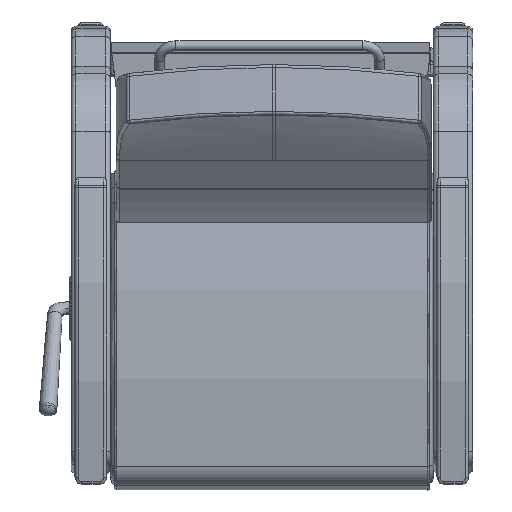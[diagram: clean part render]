
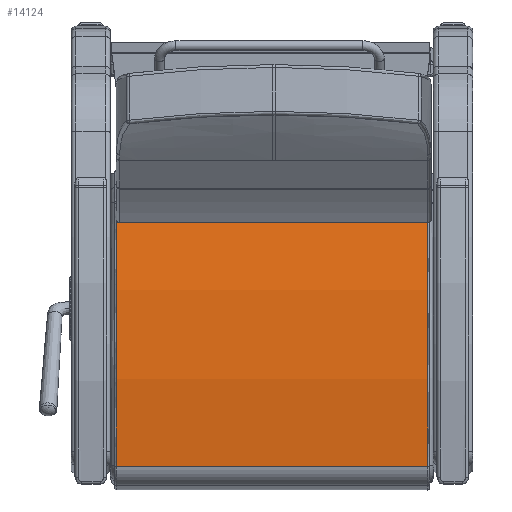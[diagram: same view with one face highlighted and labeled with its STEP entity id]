
A CAD part, front view. The second image highlights one B-rep face of the part: STEP entity #14124.
In plain terms, the highlighted free-form (B-spline) face has degree [3, 1] with [18, 2] control points.
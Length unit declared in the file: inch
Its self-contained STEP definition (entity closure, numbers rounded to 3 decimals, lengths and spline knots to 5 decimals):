
#900=ELLIPSE('',#16095,60.30357,60.25);
#902=ELLIPSE('',#16117,60.30357,60.25);
#2190=LINE('',#39022,#3036);
#2191=LINE('',#39061,#3037);
#3036=VECTOR('',#20351,0.3937);
#3037=VECTOR('',#20354,0.3937);
#3899=FACE_OUTER_BOUND('',#4897,.T.);
#4897=EDGE_LOOP('',(#12835,#12836,#12837,#12838));
#7165=VERTEX_POINT('',#38653);
#7166=VERTEX_POINT('',#38654);
#7185=VERTEX_POINT('',#39021);
#7186=VERTEX_POINT('',#39060);
#9058=EDGE_CURVE('',#7165,#7166,#900,.T.);
#9087=EDGE_CURVE('',#7185,#7166,#2190,.T.);
#9089=EDGE_CURVE('',#7186,#7165,#2191,.T.);
#9090=EDGE_CURVE('',#7185,#7186,#902,.T.);
#12835=ORIENTED_EDGE('',*,*,#9058,.F.);
#12836=ORIENTED_EDGE('',*,*,#9089,.F.);
#12837=ORIENTED_EDGE('',*,*,#9090,.F.);
#12838=ORIENTED_EDGE('',*,*,#9087,.T.);
#13305=B_SPLINE_SURFACE_WITH_KNOTS('',3,1,((#39024,#39025),(#39026,#39027),
(#39028,#39029),(#39030,#39031),(#39032,#39033),(#39034,#39035),(#39036,
#39037),(#39038,#39039),(#39040,#39041),(#39042,#39043),(#39044,#39045),
(#39046,#39047),(#39048,#39049),(#39050,#39051),(#39052,#39053),(#39054,
#39055),(#39056,#39057),(#39058,#39059)),.UNSPECIFIED.,.F.,.F.,.F.,(4,1,
1,1,1,1,1,1,1,1,1,1,1,1,1,4),(2,2),(-1.69612,-1.66826,
-1.6404,-1.62647,-1.59861,-1.58468,
-1.55682,-1.54289,-1.51503,-1.5011,-1.47324,
-1.45931,-1.43145,-1.41752,-1.38966,
-1.3618),(0.,91.44),.UNSPECIFIED.);
#14124=ADVANCED_FACE('',(#3899),#13305,.T.);
#16095=AXIS2_PLACEMENT_3D('',#38655,#20300,#20301);
#16117=AXIS2_PLACEMENT_3D('',#39062,#20355,#20356);
#20300=DIRECTION('center_axis',(0.,0.,
-1.));
#20301=DIRECTION('ref_axis',(1.,0.,0.));
#20351=DIRECTION('',(0.,0.,-1.));
#20354=DIRECTION('',(0.,0.,-1.));
#20355=DIRECTION('center_axis',(0.,0.,1.));
#20356=DIRECTION('ref_axis',(1.,0.,0.));
#38653=CARTESIAN_POINT('',(3.60935,-1.68389,0.124));
#38654=CARTESIAN_POINT('',(23.65848,-2.52291,0.124));
#38655=CARTESIAN_POINT('Origin',(11.14546,-61.46156,0.124));
#39021=CARTESIAN_POINT('',(23.65848,-2.52291,23.876));
#39022=CARTESIAN_POINT('',(23.65848,-2.52291,24.));
#39024=CARTESIAN_POINT('Ctrl Pts',(3.60935,-1.68389,24.));
#39025=CARTESIAN_POINT('Ctrl Pts',(3.60935,-1.68389,-12.));
#39026=CARTESIAN_POINT('Ctrl Pts',(4.16497,-1.61396,24.));
#39027=CARTESIAN_POINT('Ctrl Pts',(4.16497,-1.61396,-12.));
#39028=CARTESIAN_POINT('Ctrl Pts',(5.27817,-1.48959,24.));
#39029=CARTESIAN_POINT('Ctrl Pts',(5.27817,-1.48959,-12.));
#39030=CARTESIAN_POINT('Ctrl Pts',(6.67346,-1.3729,24.));
#39031=CARTESIAN_POINT('Ctrl Pts',(6.67346,-1.3729,-12.));
#39032=CARTESIAN_POINT('Ctrl Pts',(8.07078,-1.28537,24.));
#39033=CARTESIAN_POINT('Ctrl Pts',(8.07078,-1.28537,-12.));
#39034=CARTESIAN_POINT('Ctrl Pts',(9.18994,-1.2387,24.));
#39035=CARTESIAN_POINT('Ctrl Pts',(9.18994,-1.2387,-12.));
#39036=CARTESIAN_POINT('Ctrl Pts',(10.5897,-1.20957,24.));
#39037=CARTESIAN_POINT('Ctrl Pts',(10.5897,-1.20957,-12.));
#39038=CARTESIAN_POINT('Ctrl Pts',(11.70984,-1.20965,24.));
#39039=CARTESIAN_POINT('Ctrl Pts',(11.70984,-1.20965,-12.));
#39040=CARTESIAN_POINT('Ctrl Pts',(13.1096,-1.23898,24.));
#39041=CARTESIAN_POINT('Ctrl Pts',(13.1096,-1.23898,-12.));
#39042=CARTESIAN_POINT('Ctrl Pts',(14.22875,-1.28581,24.));
#39043=CARTESIAN_POINT('Ctrl Pts',(14.22875,-1.28581,-12.));
#39044=CARTESIAN_POINT('Ctrl Pts',(15.62606,-1.37354,24.));
#39045=CARTESIAN_POINT('Ctrl Pts',(15.62606,-1.37354,-12.));
#39046=CARTESIAN_POINT('Ctrl Pts',(16.74228,-1.46705,24.));
#39047=CARTESIAN_POINT('Ctrl Pts',(16.74228,-1.46705,-12.));
#39048=CARTESIAN_POINT('Ctrl Pts',(18.1347,-1.61302,24.));
#39049=CARTESIAN_POINT('Ctrl Pts',(18.1347,-1.61302,-12.));
#39050=CARTESIAN_POINT('Ctrl Pts',(19.24603,-1.75304,24.));
#39051=CARTESIAN_POINT('Ctrl Pts',(19.24603,-1.75304,-12.));
#39052=CARTESIAN_POINT('Ctrl Pts',(20.63114,-1.95701,24.));
#39053=CARTESIAN_POINT('Ctrl Pts',(20.63114,-1.95701,-12.));
#39054=CARTESIAN_POINT('Ctrl Pts',(22.01177,-2.18986,24.));
#39055=CARTESIAN_POINT('Ctrl Pts',(22.01177,-2.18986,-12.));
#39056=CARTESIAN_POINT('Ctrl Pts',(23.11066,-2.40681,24.));
#39057=CARTESIAN_POINT('Ctrl Pts',(23.11066,-2.40681,-12.));
#39058=CARTESIAN_POINT('Ctrl Pts',(23.65848,-2.52291,24.));
#39059=CARTESIAN_POINT('Ctrl Pts',(23.65848,-2.52291,-12.));
#39060=CARTESIAN_POINT('',(3.60935,-1.68389,23.876));
#39061=CARTESIAN_POINT('',(3.60935,-1.68389,24.));
#39062=CARTESIAN_POINT('Origin',(11.14546,-61.46156,23.876));
